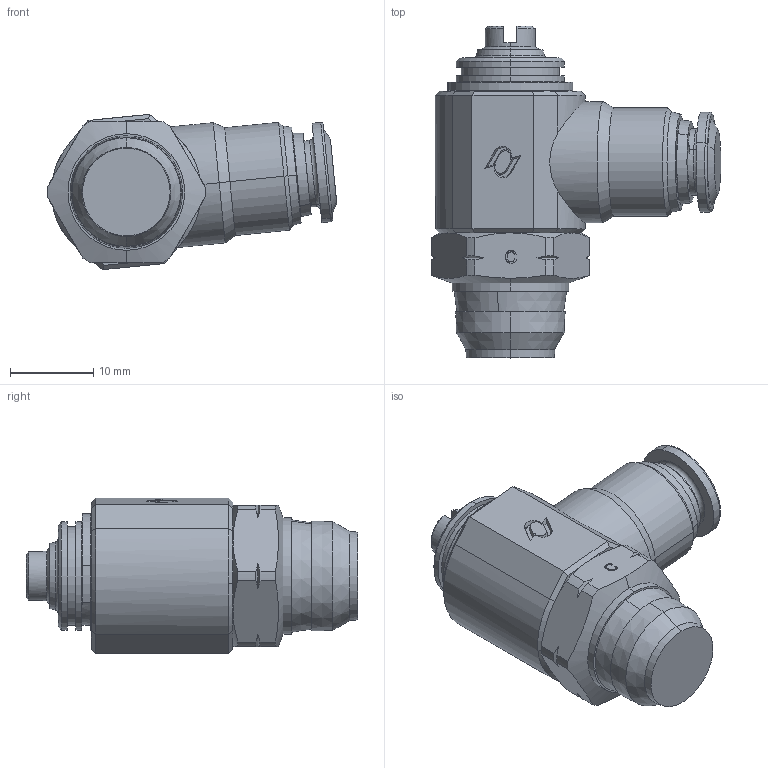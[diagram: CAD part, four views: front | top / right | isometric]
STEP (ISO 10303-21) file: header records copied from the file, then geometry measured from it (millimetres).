
FILE_DESCRIPTION (( 'STEP AP214' ), '1' );
FILE_NAME ('5790100009A.step', '2012-10-22T17:39:13', ( '' ), ( '' ), 'SwSTEP 2.0', 'SolidWorks 2012', '' );
FILE_SCHEMA (( 'AUTOMOTIVE_DESIGN' ));
Length unit declared in the file: millimetre
Products named in the file (1): 5790100009A
Bounding box: 34.76 x 39.84 x 18.65 mm (x, y, z)
Volume: 9735.4 mm3; surface area: 3332 mm2
Topology: 1 solids, 1 shells, 204 faces, 500 edges, 313 vertices
Faces by surface type: plane 77, cone 64, cylinder 49, bspline 8, torus 6
Entity records: 7942 total; most frequent: CARTESIAN_POINT 1970, DIRECTION 1017, ORIENTED_EDGE 1000, EDGE_CURVE 500, AXIS2_PLACEMENT_3D 394, VERTEX_POINT 313, LINE 229, VECTOR 229
